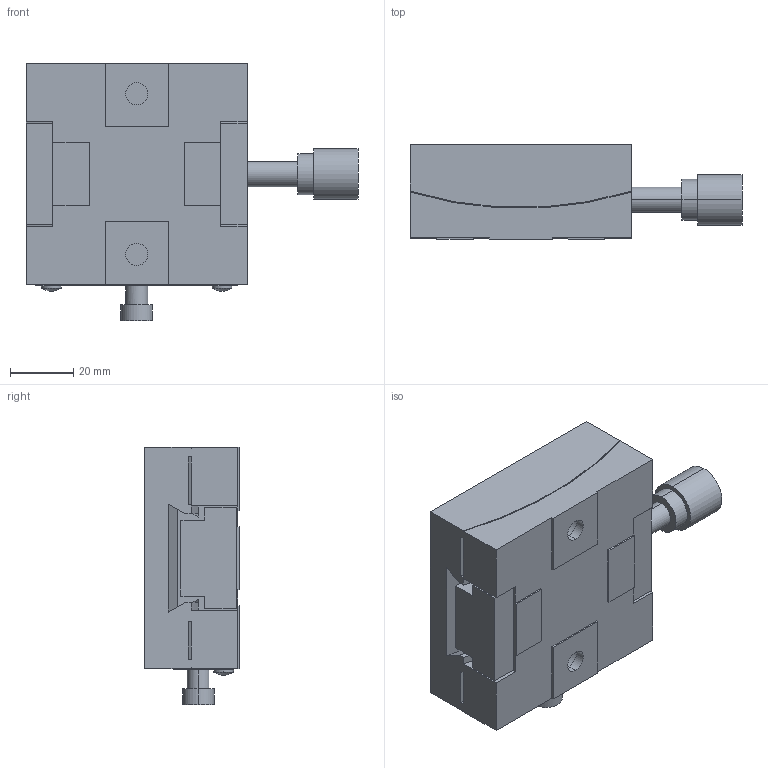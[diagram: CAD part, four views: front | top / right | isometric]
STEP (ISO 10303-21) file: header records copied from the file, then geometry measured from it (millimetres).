
FILE_DESCRIPTION (( 'STEP AP203' ), '1' );
FILE_NAME ('66532.STEP', '2010-09-03T03:46:57', ( '' ), ( '' ), 'SwSTEP 2.0', 'SolidWorks 2007', '' );
FILE_SCHEMA (( 'CONFIG_CONTROL_DESIGN' ));
Length unit declared in the file: millimetre
Products named in the file (2): 66532; 66532_蹬怮椔
Assembly tree (1 placements, depth 2):
  66532
    66532_蹬怮椔
Bounding box: 105 x 30 x 81.3 mm (x, y, z)
Volume: 136280.1 mm3; surface area: 34615.6 mm2
Topology: 1 solids, 3 shells, 290 faces, 734 edges, 447 vertices
Faces by surface type: cylinder 133, plane 103, cone 52, bspline 2
Entity records: 9407 total; most frequent: CARTESIAN_POINT 2232, DIRECTION 1530, ORIENTED_EDGE 1384, EDGE_CURVE 692, AXIS2_PLACEMENT_3D 582, VERTEX_POINT 447, LINE 366, VECTOR 366
